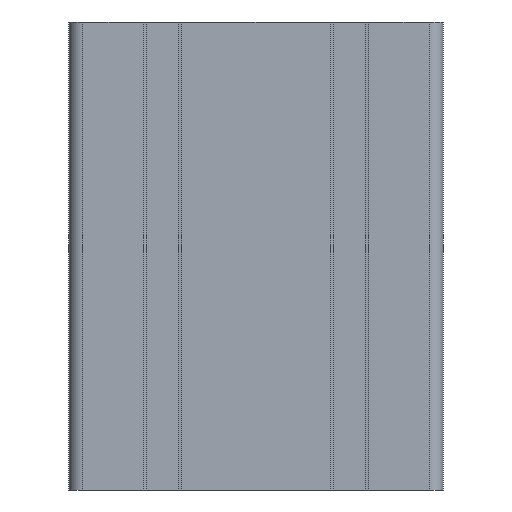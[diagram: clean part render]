
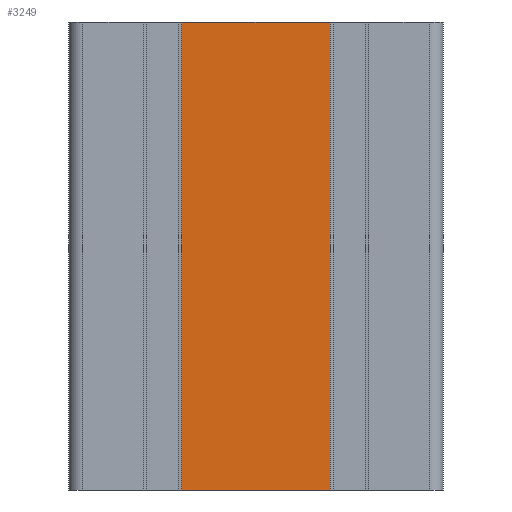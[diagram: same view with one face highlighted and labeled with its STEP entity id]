
A CAD part, front view. The second image highlights one B-rep face of the part: STEP entity #3249.
In plain terms, the highlighted planar face has unit normal (0, -1, 0).
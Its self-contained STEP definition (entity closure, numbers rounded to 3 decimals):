
#1153=CARTESIAN_POINT('',(15.9,-20.,0.0));
#1154=VERTEX_POINT('',#1153);
#1161=CARTESIAN_POINT('',(-15.9,-20.,0.0));
#1162=VERTEX_POINT('',#1161);
#1163=CARTESIAN_POINT('',(15.9,-20.,0.0));
#1164=DIRECTION('',(-1.0,0.0,0.0));
#1165=VECTOR('',#1164,31.8);
#1166=LINE('',#1163,#1165);
#1167=EDGE_CURVE('',#1154,#1162,#1166,.T.);
#2836=CARTESIAN_POINT('',(-15.9,-20.,100.0));
#2837=VERTEX_POINT('',#2836);
#2851=CARTESIAN_POINT('',(-15.9,-20.,100.0));
#2852=DIRECTION('',(0.0,0.0,-1.0));
#2853=VECTOR('',#2852,100.0);
#2854=LINE('',#2851,#2853);
#2855=EDGE_CURVE('',#2837,#1162,#2854,.T.);
#3226=CARTESIAN_POINT('',(-24.1,-20.,0.0));
#3227=DIRECTION('',(0.0,-1.0,0.0));
#3228=DIRECTION('',(0.0,0.0,-1.0));
#3229=AXIS2_PLACEMENT_3D('',#3226,#3227,#3228);
#3230=PLANE('',#3229);
#3231=ORIENTED_EDGE('',*,*,#2855,.T.);
#3232=ORIENTED_EDGE('',*,*,#1167,.F.);
#3233=CARTESIAN_POINT('',(15.9,-20.,100.0));
#3234=VERTEX_POINT('',#3233);
#3235=CARTESIAN_POINT('',(15.9,-20.,0.0));
#3236=DIRECTION('',(0.0,0.0,1.0));
#3237=VECTOR('',#3236,100.0);
#3238=LINE('',#3235,#3237);
#3239=EDGE_CURVE('',#1154,#3234,#3238,.T.);
#3240=ORIENTED_EDGE('',*,*,#3239,.T.);
#3241=CARTESIAN_POINT('',(15.9,-20.,100.0));
#3242=DIRECTION('',(-1.0,0.0,0.0));
#3243=VECTOR('',#3242,31.8);
#3244=LINE('',#3241,#3243);
#3245=EDGE_CURVE('',#3234,#2837,#3244,.T.);
#3246=ORIENTED_EDGE('',*,*,#3245,.T.);
#3247=EDGE_LOOP('',(#3231,#3232,#3240,#3246));
#3248=FACE_OUTER_BOUND('',#3247,.T.);
#3249=ADVANCED_FACE('',(#3248),#3230,.T.);
